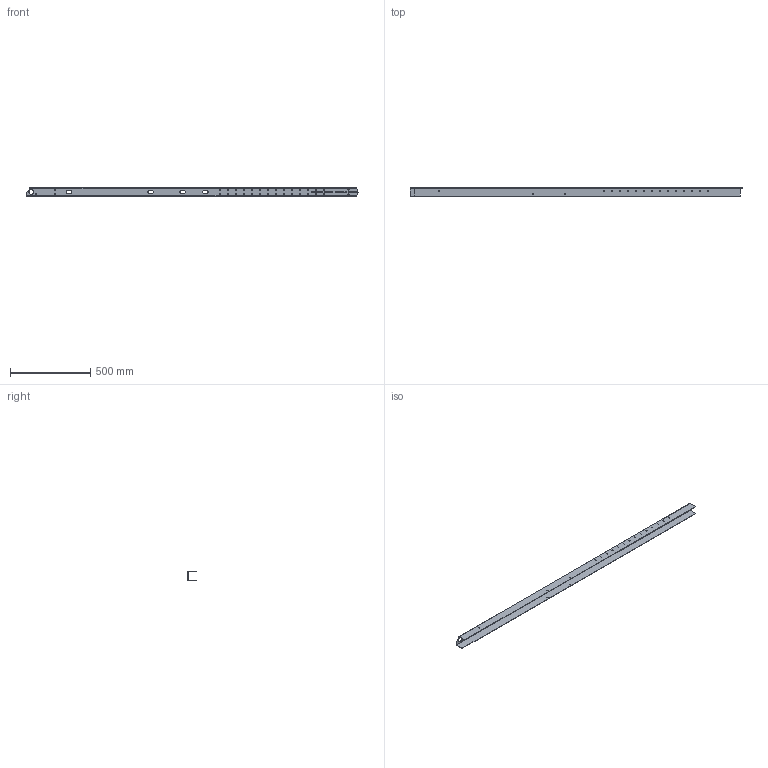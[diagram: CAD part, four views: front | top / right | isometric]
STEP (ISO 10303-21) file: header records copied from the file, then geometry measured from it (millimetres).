
FILE_DESCRIPTION(('STEP AP214'),'1');
FILE_NAME('1606421.stp','2025-08-08T13:08:55',(' '),(' '),'Spatial InterOp 3D',' ',' ');
FILE_SCHEMA(('AUTOMOTIVE_DESIGN { 1 0 10303 214 1 1 1 1 }'));
Length unit declared in the file: metre
Products named in the file (1): 0:32
Bounding box: 2070.06 x 52 x 55.5 mm (x, y, z)
Volume: 766863.6 mm3; surface area: 630065.2 mm2
Topology: 1 solids, 1 shells, 280 faces, 832 edges, 554 vertices
Faces by surface type: plane 210, cylinder 69, bspline 1
Entity records: 9765 total; most frequent: CARTESIAN_POINT 1824, ORIENTED_EDGE 1664, DIRECTION 1526, EDGE_CURVE 832, LINE 694, VECTOR 694, VERTEX_POINT 554, EDGE_LOOP 422
